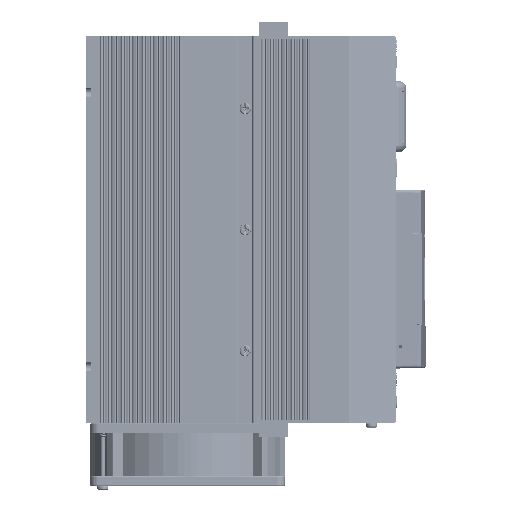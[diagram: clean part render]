
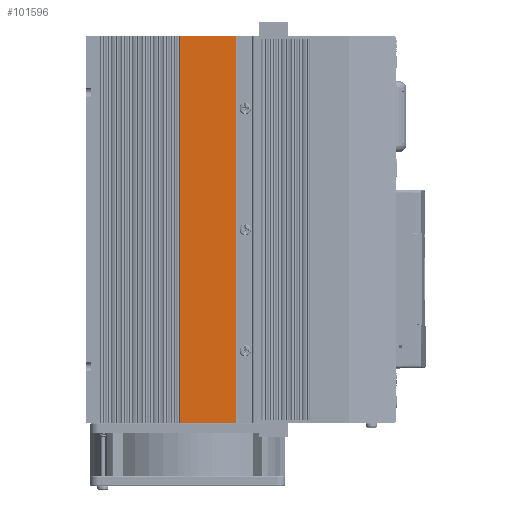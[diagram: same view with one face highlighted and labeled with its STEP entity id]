
A CAD part, left-side view. The second image highlights one B-rep face of the part: STEP entity #101596.
In plain terms, the highlighted face is planar.
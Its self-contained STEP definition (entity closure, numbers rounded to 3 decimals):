
#101596 = ADVANCED_FACE ( 'NONE', ( #166348 ), #196034, .F. ) ;
#110666 = EDGE_CURVE ( 'NONE', #173131, #173261, #206781, .T. ) ;
#110667 = EDGE_CURVE ( 'NONE', #173131, #173005, #206800, .T. ) ;
#110668 = EDGE_CURVE ( 'NONE', #173005, #173105, #206805, .T. ) ;
#110669 = EDGE_CURVE ( 'NONE', #173105, #173261, #206818, .T. ) ;
#149111 = CARTESIAN_POINT ( 'NONE',  ( 5.5, 3.105, 0. ) ) ;
#149221 = CARTESIAN_POINT ( 'NONE',  ( 5.5, 37.8, 0. ) ) ;
#149249 = CARTESIAN_POINT ( 'NONE',  ( 5.5, 3.105, 240. ) ) ;
#149392 = CARTESIAN_POINT ( 'NONE',  ( 5.5, 37.8, 240. ) ) ;
#153538 = AXIS2_PLACEMENT_3D ( 'NONE', #196004, #196040, #196044 ) ;
#166348 = FACE_OUTER_BOUND ( 'NONE', #216910, .T. ) ;
#173005 = VERTEX_POINT ( 'NONE', #149111 ) ;
#173105 = VERTEX_POINT ( 'NONE', #149221 ) ;
#173131 = VERTEX_POINT ( 'NONE', #149249 ) ;
#173261 = VERTEX_POINT ( 'NONE', #149392 ) ;
#196004 = CARTESIAN_POINT ( 'NONE',  ( 5.5, -52., 240. ) ) ;
#196034 = PLANE ( 'NONE',  #153538 ) ;
#196040 = DIRECTION ( 'NONE',  ( -1., 0., 0. ) ) ;
#196044 = DIRECTION ( 'NONE',  ( 0., 0., 1. ) ) ;
#206781 = LINE ( 'NONE', #230577, #206808 ) ;
#206800 = LINE ( 'NONE', #230596, #206815 ) ;
#206805 = LINE ( 'NONE', #230618, #206821 ) ;
#206808 = VECTOR ( 'NONE', #230624, 1000. ) ;
#206815 = VECTOR ( 'NONE', #230631, 1000. ) ;
#206818 = LINE ( 'NONE', #230644, #206827 ) ;
#206821 = VECTOR ( 'NONE', #230638, 1000. ) ;
#206827 = VECTOR ( 'NONE', #230649, 1000. ) ;
#216910 = EDGE_LOOP ( 'NONE', ( #340716, #340718, #340720, #340722 ) ) ;
#230577 = CARTESIAN_POINT ( 'NONE',  ( 5.5, -52., 240. ) ) ;
#230596 = CARTESIAN_POINT ( 'NONE',  ( 5.5, 3.105, 240. ) ) ;
#230618 = CARTESIAN_POINT ( 'NONE',  ( 5.5, -52., 0. ) ) ;
#230624 = DIRECTION ( 'NONE',  ( 0., 1., 0. ) ) ;
#230631 = DIRECTION ( 'NONE',  ( 0., 0., -1. ) ) ;
#230638 = DIRECTION ( 'NONE',  ( 0., 1., 0. ) ) ;
#230644 = CARTESIAN_POINT ( 'NONE',  ( 5.5, 37.8, 240. ) ) ;
#230649 = DIRECTION ( 'NONE',  ( 0., 0., 1. ) ) ;
#340716 = ORIENTED_EDGE ( 'NONE', *, *, #110666, .F. ) ;
#340718 = ORIENTED_EDGE ( 'NONE', *, *, #110667, .T. ) ;
#340720 = ORIENTED_EDGE ( 'NONE', *, *, #110668, .T. ) ;
#340722 = ORIENTED_EDGE ( 'NONE', *, *, #110669, .T. ) ;
